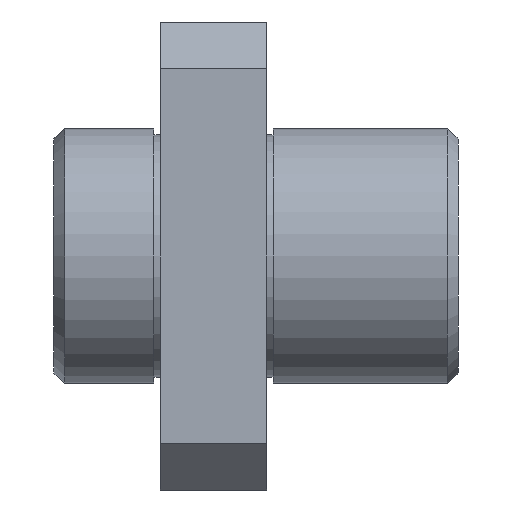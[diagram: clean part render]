
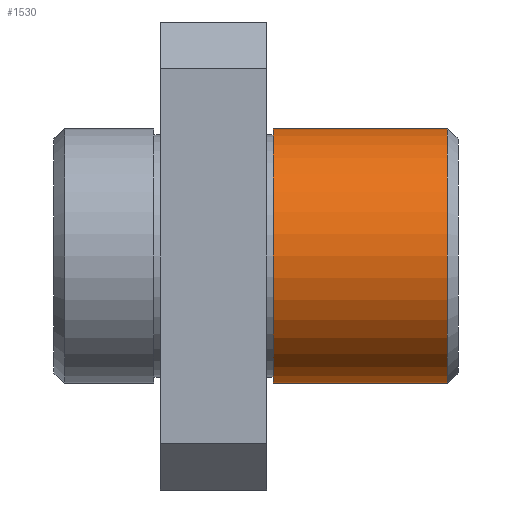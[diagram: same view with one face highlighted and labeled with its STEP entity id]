
A CAD part, front view. The second image highlights one B-rep face of the part: STEP entity #1530.
In plain terms, the highlighted cylindrical face has radius 6 mm (diameter 12 mm), a partial arc.
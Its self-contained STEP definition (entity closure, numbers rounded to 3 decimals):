
#24 = DIRECTION ( 'NONE',  ( -1., 0., 0. ) ) ;
#34 = DIRECTION ( 'NONE',  ( 0., 0., 1. ) ) ;
#46 = CARTESIAN_POINT ( 'NONE',  ( 10.3, 0., 0. ) ) ;
#51 = DIRECTION ( 'NONE',  ( 0., 0., 1. ) ) ;
#54 = DIRECTION ( 'NONE',  ( -1., 0., 0. ) ) ;
#69 = CARTESIAN_POINT ( 'NONE',  ( 18.5, 0., 0. ) ) ;
#145 = CARTESIAN_POINT ( 'NONE',  ( 0., 0., 6. ) ) ;
#153 = CARTESIAN_POINT ( 'NONE',  ( 0., 0., -6. ) ) ;
#157 = DIRECTION ( 'NONE',  ( -1., 0., 0. ) ) ;
#162 = DIRECTION ( 'NONE',  ( -1., 0., 0. ) ) ;
#239 = ORIENTED_EDGE ( 'NONE', *, *, #961, .F. ) ;
#271 = ORIENTED_EDGE ( 'NONE', *, *, #1027, .T. ) ;
#315 = ORIENTED_EDGE ( 'NONE', *, *, #939, .T. ) ;
#417 = ORIENTED_EDGE ( 'NONE', *, *, #1029, .F. ) ;
#622 = CARTESIAN_POINT ( 'NONE',  ( 18.5, 0., 6. ) ) ;
#626 = VERTEX_POINT ( 'NONE', #738 ) ;
#667 = VERTEX_POINT ( 'NONE', #622 ) ;
#691 = CARTESIAN_POINT ( 'NONE',  ( 10.3, 0., 6. ) ) ;
#692 = CARTESIAN_POINT ( 'NONE',  ( 10.3, 0., -6. ) ) ;
#738 = CARTESIAN_POINT ( 'NONE',  ( 18.5, 0., -6. ) ) ;
#774 = VERTEX_POINT ( 'NONE', #691 ) ;
#775 = VERTEX_POINT ( 'NONE', #692 ) ;
#889 = EDGE_LOOP ( 'NONE', ( #417, #315, #271, #239 ) ) ;
#939 = EDGE_CURVE ( 'NONE', #626, #667, #1214, .T. ) ;
#961 = EDGE_CURVE ( 'NONE', #775, #774, #1273, .T. ) ;
#1027 = EDGE_CURVE ( 'NONE', #667, #774, #1259, .T. ) ;
#1029 = EDGE_CURVE ( 'NONE', #626, #775, #1270, .T. ) ;
#1044 = AXIS2_PLACEMENT_3D ( 'NONE', #69, #54, #51 ) ;
#1094 = AXIS2_PLACEMENT_3D ( 'NONE', #46, #24, #34 ) ;
#1175 = FACE_OUTER_BOUND ( 'NONE', #889, .T. ) ;
#1177 = CYLINDRICAL_SURFACE ( 'NONE', #1476, 6. ) ;
#1214 = CIRCLE ( 'NONE', #1044, 6. ) ;
#1219 = VECTOR ( 'NONE', #157, 1000. ) ;
#1253 = VECTOR ( 'NONE', #162, 1000. ) ;
#1259 = LINE ( 'NONE', #145, #1219 ) ;
#1270 = LINE ( 'NONE', #153, #1253 ) ;
#1273 = CIRCLE ( 'NONE', #1094, 6. ) ;
#1378 = CARTESIAN_POINT ( 'NONE',  ( 0., 0., 0. ) ) ;
#1379 = DIRECTION ( 'NONE',  ( -1., 0., 0. ) ) ;
#1382 = DIRECTION ( 'NONE',  ( 0., 0., 1. ) ) ;
#1476 = AXIS2_PLACEMENT_3D ( 'NONE', #1378, #1379, #1382 ) ;
#1530 = ADVANCED_FACE ( 'NONE', ( #1175 ), #1177, .T. ) ;
